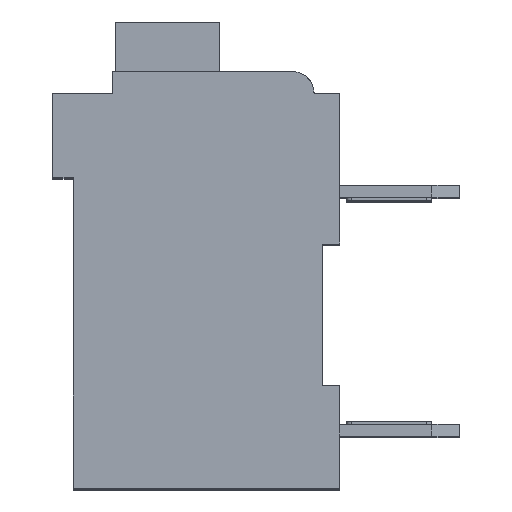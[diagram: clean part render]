
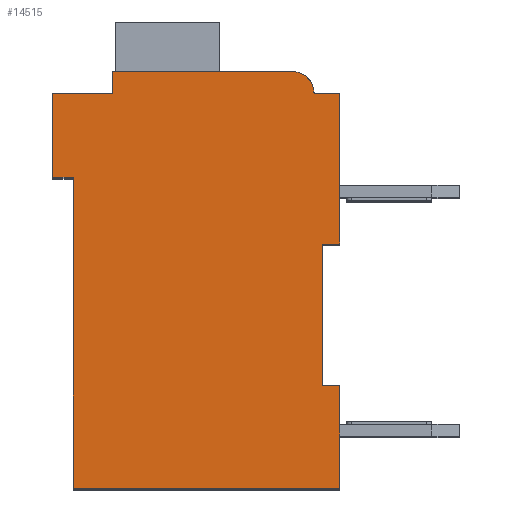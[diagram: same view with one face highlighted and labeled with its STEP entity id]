
A CAD part, top view. The second image highlights one B-rep face of the part: STEP entity #14515.
In plain terms, the highlighted planar face has unit normal (0, 0, 1).
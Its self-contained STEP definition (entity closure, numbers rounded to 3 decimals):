
#4472=DIRECTION('',(1.,0.,0.));
#4473=VECTOR('',#4472,0.5);
#4474=CARTESIAN_POINT('',(7.3,7.15,2.1));
#4475=LINE('',#4474,#4473);
#4476=DIRECTION('',(0.,1.,0.));
#4477=VECTOR('',#4476,4.15);
#4478=CARTESIAN_POINT('',(7.3,3.,2.1));
#4479=LINE('',#4478,#4477);
#4480=DIRECTION('',(-1.,0.,0.));
#4481=VECTOR('',#4480,0.5);
#4482=CARTESIAN_POINT('',(7.8,3.,2.1));
#4483=LINE('',#4482,#4481);
#4484=DIRECTION('',(0.,1.,0.));
#4485=VECTOR('',#4484,3.);
#4486=CARTESIAN_POINT('',(7.8,0.,2.1));
#4487=LINE('',#4486,#4485);
#4488=DIRECTION('',(1.,0.,0.));
#4489=VECTOR('',#4488,7.8);
#4490=CARTESIAN_POINT('',(0.,0.,2.1));
#4491=LINE('',#4490,#4489);
#4492=DIRECTION('',(0.,-1.,0.));
#4493=VECTOR('',#4492,9.1);
#4494=CARTESIAN_POINT('',(0.,9.1,2.1));
#4495=LINE('',#4494,#4493);
#4496=DIRECTION('',(1.,0.,0.));
#4497=VECTOR('',#4496,0.6);
#4498=CARTESIAN_POINT('',(-0.6,9.1,2.1));
#4499=LINE('',#4498,#4497);
#4500=DIRECTION('',(0.,-1.,0.));
#4501=VECTOR('',#4500,2.45);
#4502=CARTESIAN_POINT('',(-0.6,11.55,2.1));
#4503=LINE('',#4502,#4501);
#4504=DIRECTION('',(-1.,0.,0.));
#4505=VECTOR('',#4504,1.75);
#4506=CARTESIAN_POINT('',(1.15,11.55,2.1));
#4507=LINE('',#4506,#4505);
#4508=DIRECTION('',(0.,-1.,0.));
#4509=VECTOR('',#4508,0.65);
#4510=CARTESIAN_POINT('',(1.15,12.2,2.1));
#4511=LINE('',#4510,#4509);
#4512=DIRECTION('',(-1.,0.,0.));
#4513=VECTOR('',#4512,5.25);
#4514=CARTESIAN_POINT('',(6.4,12.2,2.1));
#4515=LINE('',#4514,#4513);
#4516=CARTESIAN_POINT('',(6.4,11.55,2.1));
#4517=DIRECTION('',(0.,0.,1.));
#4518=DIRECTION('',(1.,0.,0.));
#4519=AXIS2_PLACEMENT_3D('',#4516,#4517,#4518);
#4521=DIRECTION('',(-1.,0.,0.));
#4522=VECTOR('',#4521,0.75);
#4523=CARTESIAN_POINT('',(7.8,11.55,2.1));
#4524=LINE('',#4523,#4522);
#4525=DIRECTION('',(0.,1.,0.));
#4526=VECTOR('',#4525,4.4);
#4527=CARTESIAN_POINT('',(7.8,7.15,2.1));
#4528=LINE('',#4527,#4526);
#6907=CARTESIAN_POINT('',(7.3,7.15,2.1));
#6908=CARTESIAN_POINT('',(7.8,7.15,2.1));
#6909=VERTEX_POINT('',#6907);
#6910=VERTEX_POINT('',#6908);
#6911=CARTESIAN_POINT('',(7.8,11.55,2.1));
#6912=VERTEX_POINT('',#6911);
#6913=CARTESIAN_POINT('',(7.05,11.55,2.1));
#6914=VERTEX_POINT('',#6913);
#6915=CARTESIAN_POINT('',(6.4,12.2,2.1));
#6916=VERTEX_POINT('',#6915);
#6917=CARTESIAN_POINT('',(1.15,12.2,2.1));
#6918=VERTEX_POINT('',#6917);
#6919=CARTESIAN_POINT('',(1.15,11.55,2.1));
#6920=VERTEX_POINT('',#6919);
#6921=CARTESIAN_POINT('',(-0.6,11.55,2.1));
#6922=VERTEX_POINT('',#6921);
#6923=CARTESIAN_POINT('',(-0.6,9.1,2.1));
#6924=VERTEX_POINT('',#6923);
#6925=CARTESIAN_POINT('',(0.,9.1,2.1));
#6926=VERTEX_POINT('',#6925);
#6927=CARTESIAN_POINT('',(0.,0.,2.1));
#6928=VERTEX_POINT('',#6927);
#6929=CARTESIAN_POINT('',(7.8,0.,2.1));
#6930=VERTEX_POINT('',#6929);
#6931=CARTESIAN_POINT('',(7.8,3.,2.1));
#6932=VERTEX_POINT('',#6931);
#6933=CARTESIAN_POINT('',(7.3,3.,2.1));
#6934=VERTEX_POINT('',#6933);
#14494=CARTESIAN_POINT('',(0.,0.,2.1));
#14495=DIRECTION('',(0.,0.,1.));
#14496=DIRECTION('',(1.,0.,0.));
#14497=AXIS2_PLACEMENT_3D('',#14494,#14495,#14496);
#14498=PLANE('',#14497);
#14499=ORIENTED_EDGE('',*,*,#9088,.F.);
#14500=ORIENTED_EDGE('',*,*,#9476,.F.);
#14501=ORIENTED_EDGE('',*,*,#12038,.F.);
#14502=ORIENTED_EDGE('',*,*,#12213,.F.);
#14503=ORIENTED_EDGE('',*,*,#12424,.F.);
#14504=ORIENTED_EDGE('',*,*,#12713,.F.);
#14505=ORIENTED_EDGE('',*,*,#12866,.F.);
#14506=ORIENTED_EDGE('',*,*,#12995,.F.);
#14507=ORIENTED_EDGE('',*,*,#13187,.F.);
#14508=ORIENTED_EDGE('',*,*,#13574,.F.);
#14509=ORIENTED_EDGE('',*,*,#13870,.F.);
#14510=ORIENTED_EDGE('',*,*,#13238,.F.);
#14511=ORIENTED_EDGE('',*,*,#13455,.F.);
#14512=ORIENTED_EDGE('',*,*,#9371,.F.);
#14513=EDGE_LOOP('',(#14499,#14500,#14501,#14502,#14503,#14504,#14505,#14506,
#14507,#14508,#14509,#14510,#14511,#14512));
#14514=FACE_OUTER_BOUND('',#14513,.F.);
#4520=CIRCLE('',#4519,0.65);
#9088=EDGE_CURVE('',#6909,#6910,#4475,.T.);
#9371=EDGE_CURVE('',#6910,#6912,#4528,.T.);
#9476=EDGE_CURVE('',#6934,#6909,#4479,.T.);
#12038=EDGE_CURVE('',#6932,#6934,#4483,.T.);
#12213=EDGE_CURVE('',#6930,#6932,#4487,.T.);
#12424=EDGE_CURVE('',#6928,#6930,#4491,.T.);
#12713=EDGE_CURVE('',#6926,#6928,#4495,.T.);
#12866=EDGE_CURVE('',#6924,#6926,#4499,.T.);
#12995=EDGE_CURVE('',#6922,#6924,#4503,.T.);
#13187=EDGE_CURVE('',#6920,#6922,#4507,.T.);
#13238=EDGE_CURVE('',#6914,#6916,#4520,.T.);
#13455=EDGE_CURVE('',#6912,#6914,#4524,.T.);
#13574=EDGE_CURVE('',#6918,#6920,#4511,.T.);
#13870=EDGE_CURVE('',#6916,#6918,#4515,.T.);
#14515=ADVANCED_FACE('',(#14514),#14498,.T.);
